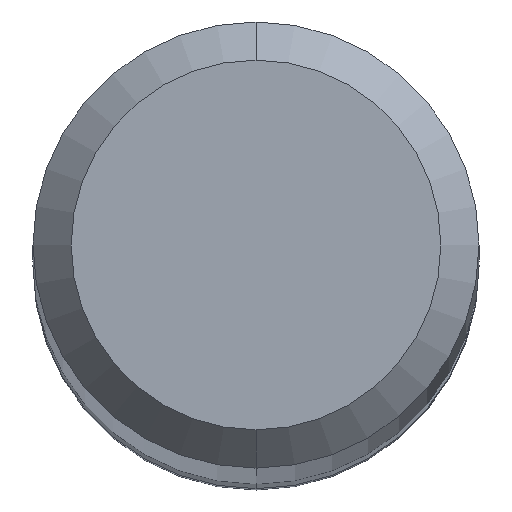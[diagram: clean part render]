
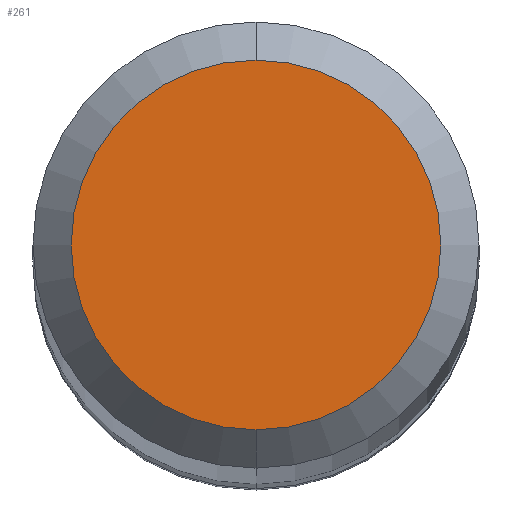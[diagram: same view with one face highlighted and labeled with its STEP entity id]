
A CAD part, top view. The second image highlights one B-rep face of the part: STEP entity #261.
In plain terms, the highlighted planar face has unit normal (0, 0, 1).
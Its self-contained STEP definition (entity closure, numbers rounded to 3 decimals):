
#261=ADVANCED_FACE('',(#652),#653,.T.);
#403=VERTEX_POINT('',#810);
#443=VERTEX_POINT('',#854);
#487=EDGE_CURVE('',#443,#403,#906,.T.);
#497=EDGE_CURVE('',#403,#443,#916,.T.);
#652=FACE_OUTER_BOUND('',#1115,.T.);
#653=PLANE('',#1116);
#810=CARTESIAN_POINT('',(0.0,1.45,0.0));
#854=CARTESIAN_POINT('',(0.,-1.45,0.0));
#906=CIRCLE('',#1598,1.45);
#916=CIRCLE('',#1613,1.45);
#1115=EDGE_LOOP('',(#1827,#1828));
#1116=AXIS2_PLACEMENT_3D('',#1829,#1830,#1831);
#1598=AXIS2_PLACEMENT_3D('',#2125,#2126,#2127);
#1613=AXIS2_PLACEMENT_3D('',#2134,#2135,#2136);
#1827=ORIENTED_EDGE('',*,*,#497,.F.);
#1828=ORIENTED_EDGE('',*,*,#487,.F.);
#1829=CARTESIAN_POINT('',(0.0,0.725,0.0));
#1830=DIRECTION('',(-0.0,0.0,1.0));
#1831=DIRECTION('',(0.0,-1.0,0.0));
#2125=CARTESIAN_POINT('',(0.0,0.0,0.0));
#2126=DIRECTION('',(0.0,0.0,-1.0));
#2127=DIRECTION('',(0.0,1.0,0.0));
#2134=CARTESIAN_POINT('',(0.0,0.0,0.0));
#2135=DIRECTION('',(0.0,0.0,-1.0));
#2136=DIRECTION('',(0.0,1.0,0.0));
